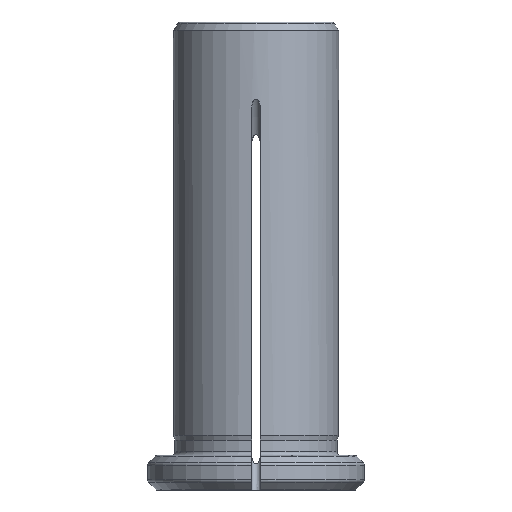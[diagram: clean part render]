
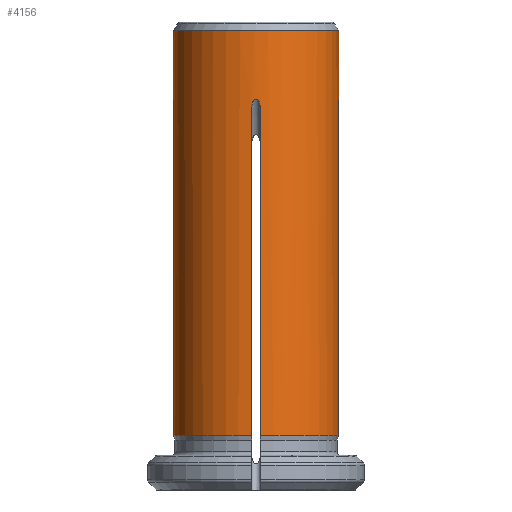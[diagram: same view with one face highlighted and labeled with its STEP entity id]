
A CAD part, front view. The second image highlights one B-rep face of the part: STEP entity #4156.
In plain terms, the highlighted cylindrical face has radius 9.525 mm (diameter 19.05 mm), a full revolution.
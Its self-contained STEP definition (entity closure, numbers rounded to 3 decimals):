
#83=CYLINDRICAL_SURFACE('',#4461,9.525);
#110=CIRCLE('',#4364,9.525);
#131=CIRCLE('',#4400,9.525);
#146=CIRCLE('',#4430,9.525);
#162=CIRCLE('',#4462,9.525);
#163=CIRCLE('',#4463,9.525);
#223=B_SPLINE_CURVE_WITH_KNOTS('',3,(#6418,#6419,#6420,#6421,#6422,#6423,
#6424,#6425,#6426),.UNSPECIFIED.,.F.,.F.,(4,1,1,1,1,1,4),(0.003,
0.004,0.004,0.004,0.005,
0.005,0.006),.UNSPECIFIED.);
#245=B_SPLINE_CURVE_WITH_KNOTS('',3,(#6593,#6594,#6595,#6596,#6597,#6598,
#6599,#6600,#6601),.UNSPECIFIED.,.F.,.F.,(4,1,1,1,1,1,4),(0.003,
0.004,0.004,0.004,0.005,
0.005,0.006),.UNSPECIFIED.);
#264=B_SPLINE_CURVE_WITH_KNOTS('',3,(#6756,#6757,#6758,#6759,#6760,#6761,
#6762,#6763,#6764),.UNSPECIFIED.,.F.,.F.,(4,1,1,1,1,1,4),(0.003,
0.004,0.004,0.004,0.005,
0.005,0.006),.UNSPECIFIED.);
#272=B_SPLINE_CURVE_WITH_KNOTS('',3,(#6839,#6840,#6841,#6842,#6843,#6844,
#6845,#6846,#6847),.UNSPECIFIED.,.F.,.F.,(4,1,1,1,1,1,4),(0.003,
0.004,0.004,0.004,0.005,
0.005,0.006),.UNSPECIFIED.);
#728=ORIENTED_EDGE('',*,*,#1853,.F.);
#729=ORIENTED_EDGE('',*,*,#1700,.F.);
#730=ORIENTED_EDGE('',*,*,#1854,.T.);
#731=ORIENTED_EDGE('',*,*,#1855,.F.);
#732=ORIENTED_EDGE('',*,*,#1856,.F.);
#733=ORIENTED_EDGE('',*,*,#1857,.F.);
#734=ORIENTED_EDGE('',*,*,#1836,.T.);
#735=ORIENTED_EDGE('',*,*,#1833,.F.);
#736=ORIENTED_EDGE('',*,*,#1845,.F.);
#737=ORIENTED_EDGE('',*,*,#1804,.F.);
#738=ORIENTED_EDGE('',*,*,#1792,.T.);
#739=ORIENTED_EDGE('',*,*,#1789,.F.);
#740=ORIENTED_EDGE('',*,*,#1801,.F.);
#741=ORIENTED_EDGE('',*,*,#1760,.F.);
#742=ORIENTED_EDGE('',*,*,#1745,.T.);
#743=ORIENTED_EDGE('',*,*,#1742,.F.);
#744=ORIENTED_EDGE('',*,*,#1757,.F.);
#1700=EDGE_CURVE('',#2320,#2321,#110,.F.);
#1742=EDGE_CURVE('',#2356,#2357,#223,.T.);
#1745=EDGE_CURVE('',#2358,#2357,#2711,.T.);
#1757=EDGE_CURVE('',#2321,#2356,#2715,.T.);
#1760=EDGE_CURVE('',#2358,#2364,#131,.F.);
#1789=EDGE_CURVE('',#2384,#2385,#245,.T.);
#1792=EDGE_CURVE('',#2386,#2385,#2721,.T.);
#1801=EDGE_CURVE('',#2364,#2384,#2725,.T.);
#1804=EDGE_CURVE('',#2386,#2392,#146,.F.);
#1833=EDGE_CURVE('',#2412,#2413,#264,.T.);
#1836=EDGE_CURVE('',#2414,#2413,#2731,.T.);
#1845=EDGE_CURVE('',#2392,#2412,#2735,.T.);
#1853=EDGE_CURVE('',#2425,#2425,#162,.F.);
#1854=EDGE_CURVE('',#2320,#2426,#2739,.T.);
#1855=EDGE_CURVE('',#2427,#2426,#272,.T.);
#1856=EDGE_CURVE('',#2428,#2427,#2740,.T.);
#1857=EDGE_CURVE('',#2414,#2428,#163,.F.);
#2320=VERTEX_POINT('',#6262);
#2321=VERTEX_POINT('',#6264);
#2356=VERTEX_POINT('',#6417);
#2357=VERTEX_POINT('',#6427);
#2358=VERTEX_POINT('',#6432);
#2364=VERTEX_POINT('',#6479);
#2384=VERTEX_POINT('',#6592);
#2385=VERTEX_POINT('',#6602);
#2386=VERTEX_POINT('',#6607);
#2392=VERTEX_POINT('',#6642);
#2412=VERTEX_POINT('',#6755);
#2413=VERTEX_POINT('',#6765);
#2414=VERTEX_POINT('',#6770);
#2425=VERTEX_POINT('',#6836);
#2426=VERTEX_POINT('',#6838);
#2427=VERTEX_POINT('',#6848);
#2428=VERTEX_POINT('',#6850);
#2711=LINE('',#6431,#3125);
#2715=LINE('',#6473,#3129);
#2721=LINE('',#6606,#3135);
#2725=LINE('',#6636,#3139);
#2731=LINE('',#6769,#3145);
#2735=LINE('',#6799,#3149);
#2739=LINE('',#6837,#3153);
#2740=LINE('',#6849,#3154);
#3125=VECTOR('',#4849,1000.);
#3129=VECTOR('',#4855,1000.);
#3135=VECTOR('',#4919,1000.);
#3139=VECTOR('',#4925,1000.);
#3145=VECTOR('',#4989,1000.);
#3149=VECTOR('',#4995,1000.);
#3153=VECTOR('',#5009,1000.);
#3154=VECTOR('',#5010,1000.);
#3486=EDGE_LOOP('',(#728));
#3487=EDGE_LOOP('',(#729,#730,#731,#732,#733,#734,#735,#736,#737,#738,#739,
#740,#741,#742,#743,#744));
#3758=FACE_BOUND('',#3486,.T.);
#3759=FACE_BOUND('',#3487,.T.);
#4156=ADVANCED_FACE('',(#3758,#3759),#83,.T.);
#4364=AXIS2_PLACEMENT_3D('',#6263,#4776,#4777);
#4400=AXIS2_PLACEMENT_3D('',#6478,#4861,#4862);
#4430=AXIS2_PLACEMENT_3D('',#6641,#4931,#4932);
#4461=AXIS2_PLACEMENT_3D('',#6834,#5005,#5006);
#4462=AXIS2_PLACEMENT_3D('',#6835,#5007,#5008);
#4463=AXIS2_PLACEMENT_3D('',#6851,#5011,#5012);
#4776=DIRECTION('',(0.,0.,1.));
#4777=DIRECTION('',(1.,0.,0.));
#4849=DIRECTION('',(0.,0.,1.));
#4855=DIRECTION('',(0.,0.,1.));
#4861=DIRECTION('',(0.,0.,1.));
#4862=DIRECTION('',(1.,0.,0.));
#4919=DIRECTION('',(0.,0.,1.));
#4925=DIRECTION('',(0.,0.,1.));
#4931=DIRECTION('',(0.,0.,1.));
#4932=DIRECTION('',(1.,0.,0.));
#4989=DIRECTION('',(0.,0.,1.));
#4995=DIRECTION('',(0.,0.,1.));
#5005=DIRECTION('',(0.,0.,1.));
#5006=DIRECTION('',(1.,0.,0.));
#5007=DIRECTION('',(0.,0.,-1.));
#5008=DIRECTION('',(-1.,0.,0.));
#5009=DIRECTION('',(0.,0.,1.));
#5010=DIRECTION('',(0.,0.,1.));
#5011=DIRECTION('',(0.,0.,1.));
#5012=DIRECTION('',(1.,0.,0.));
#6262=CARTESIAN_POINT('',(9.512,-0.5,2.313));
#6263=CARTESIAN_POINT('',(0.,0.,2.313));
#6264=CARTESIAN_POINT('',(0.5,-9.512,2.313));
#6417=CARTESIAN_POINT('',(0.5,-9.512,40.176));
#6418=CARTESIAN_POINT('',(0.5,-9.512,40.176));
#6419=CARTESIAN_POINT('',(0.5,-9.512,40.361));
#6420=CARTESIAN_POINT('',(0.453,-9.515,40.642));
#6421=CARTESIAN_POINT('',(0.269,-9.522,40.971));
#6422=CARTESIAN_POINT('',(-0.001,-9.527,41.125));
#6423=CARTESIAN_POINT('',(-0.27,-9.522,40.97));
#6424=CARTESIAN_POINT('',(-0.453,-9.515,40.641));
#6425=CARTESIAN_POINT('',(-0.5,-9.512,40.362));
#6426=CARTESIAN_POINT('',(-0.5,-9.512,40.176));
#6427=CARTESIAN_POINT('',(-0.5,-9.512,40.176));
#6431=CARTESIAN_POINT('',(-0.5,-9.512,60.));
#6432=CARTESIAN_POINT('',(-0.5,-9.512,2.313));
#6473=CARTESIAN_POINT('',(0.5,-9.512,60.));
#6478=CARTESIAN_POINT('',(0.,0.,2.313));
#6479=CARTESIAN_POINT('',(-9.512,-0.5,2.313));
#6592=CARTESIAN_POINT('',(-9.512,-0.5,40.176));
#6593=CARTESIAN_POINT('',(-9.512,-0.5,40.176));
#6594=CARTESIAN_POINT('',(-9.512,-0.5,40.361));
#6595=CARTESIAN_POINT('',(-9.515,-0.453,40.642));
#6596=CARTESIAN_POINT('',(-9.522,-0.269,40.971));
#6597=CARTESIAN_POINT('',(-9.527,0.001,41.125));
#6598=CARTESIAN_POINT('',(-9.522,0.27,40.97));
#6599=CARTESIAN_POINT('',(-9.515,0.453,40.641));
#6600=CARTESIAN_POINT('',(-9.512,0.5,40.362));
#6601=CARTESIAN_POINT('',(-9.512,0.5,40.176));
#6602=CARTESIAN_POINT('',(-9.512,0.5,40.176));
#6606=CARTESIAN_POINT('',(-9.512,0.5,60.));
#6607=CARTESIAN_POINT('',(-9.512,0.5,2.313));
#6636=CARTESIAN_POINT('',(-9.512,-0.5,60.));
#6641=CARTESIAN_POINT('',(0.,0.,2.313));
#6642=CARTESIAN_POINT('',(-0.5,9.512,2.313));
#6755=CARTESIAN_POINT('',(-0.5,9.512,40.176));
#6756=CARTESIAN_POINT('',(-0.5,9.512,40.176));
#6757=CARTESIAN_POINT('',(-0.5,9.512,40.361));
#6758=CARTESIAN_POINT('',(-0.453,9.515,40.642));
#6759=CARTESIAN_POINT('',(-0.269,9.522,40.971));
#6760=CARTESIAN_POINT('',(0.001,9.527,41.125));
#6761=CARTESIAN_POINT('',(0.27,9.522,40.97));
#6762=CARTESIAN_POINT('',(0.453,9.515,40.641));
#6763=CARTESIAN_POINT('',(0.5,9.512,40.362));
#6764=CARTESIAN_POINT('',(0.5,9.512,40.176));
#6765=CARTESIAN_POINT('',(0.5,9.512,40.176));
#6769=CARTESIAN_POINT('',(0.5,9.512,60.));
#6770=CARTESIAN_POINT('',(0.5,9.512,2.313));
#6799=CARTESIAN_POINT('',(-0.5,9.512,60.));
#6834=CARTESIAN_POINT('',(0.,0.,60.));
#6835=CARTESIAN_POINT('',(0.,0.,48.986));
#6836=CARTESIAN_POINT('',(-9.525,0.,48.986));
#6837=CARTESIAN_POINT('',(9.512,-0.5,60.));
#6838=CARTESIAN_POINT('',(9.512,-0.5,40.176));
#6839=CARTESIAN_POINT('',(9.512,0.5,40.176));
#6840=CARTESIAN_POINT('',(9.512,0.5,40.361));
#6841=CARTESIAN_POINT('',(9.515,0.453,40.642));
#6842=CARTESIAN_POINT('',(9.522,0.269,40.971));
#6843=CARTESIAN_POINT('',(9.527,-0.001,41.125));
#6844=CARTESIAN_POINT('',(9.522,-0.27,40.97));
#6845=CARTESIAN_POINT('',(9.515,-0.453,40.641));
#6846=CARTESIAN_POINT('',(9.512,-0.5,40.362));
#6847=CARTESIAN_POINT('',(9.512,-0.5,40.176));
#6848=CARTESIAN_POINT('',(9.512,0.5,40.176));
#6849=CARTESIAN_POINT('',(9.512,0.5,60.));
#6850=CARTESIAN_POINT('',(9.512,0.5,2.313));
#6851=CARTESIAN_POINT('',(0.,0.,2.313));
